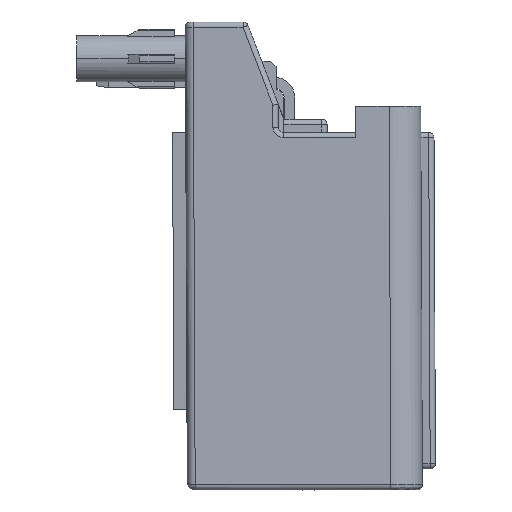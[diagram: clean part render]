
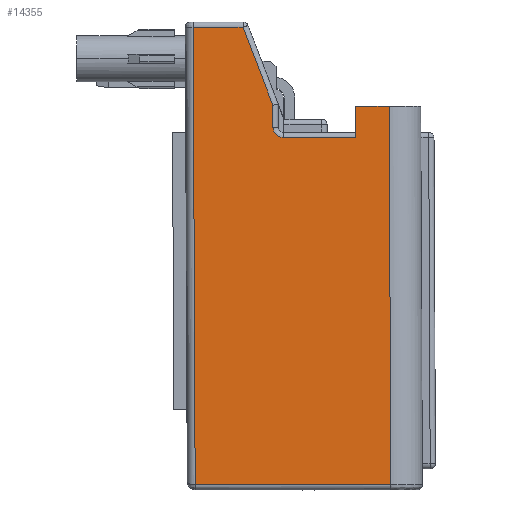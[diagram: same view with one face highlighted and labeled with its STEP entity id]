
A CAD part, left-side view. The second image highlights one B-rep face of the part: STEP entity #14355.
In plain terms, the highlighted planar face has unit normal (-1, 0, 0.004).
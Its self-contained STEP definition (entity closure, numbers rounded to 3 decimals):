
#2608=DIRECTION('',(0.,1.,0.));
#2609=VECTOR('',#2608,7.442);
#2610=CARTESIAN_POINT('',(-24.386,-0.898,
-10.299));
#2611=LINE('',#2610,#2609);
#2612=DIRECTION('',(-0.004,-0.004,-1.));
#2613=VECTOR('',#2612,17.4);
#2614=CARTESIAN_POINT('',(-24.31,6.62,7.101));
#2615=LINE('',#2614,#2613);
#2616=DIRECTION('',(0.004,0.357,0.934));
#2617=VECTOR('',#2616,3.173);
#2618=CARTESIAN_POINT('',(-24.323,3.589,4.137));
#2619=LINE('',#2618,#2617);
#2620=CARTESIAN_POINT('',(-24.328,3.186,2.901));
#2621=CARTESIAN_POINT('',(-24.328,3.212,2.901));
#2622=CARTESIAN_POINT('',(-24.328,3.263,2.907));
#2623=CARTESIAN_POINT('',(-24.328,3.337,2.931));
#2624=CARTESIAN_POINT('',(-24.328,3.405,2.97));
#2625=CARTESIAN_POINT('',(-24.328,3.465,3.02));
#2626=CARTESIAN_POINT('',(-24.327,3.516,3.08));
#2627=CARTESIAN_POINT('',(-24.327,3.555,3.148));
#2628=CARTESIAN_POINT('',(-24.327,3.579,3.221));
#2629=CARTESIAN_POINT('',(-24.326,3.586,3.274));
#2630=CARTESIAN_POINT('',(-24.326,3.586,3.3));
#2632=DIRECTION('',(-0.004,0.004,-1.));
#2633=VECTOR('',#2632,1.199);
#2634=CARTESIAN_POINT('',(-24.323,0.439,4.1));
#2635=LINE('',#2634,#2633);
#2636=DIRECTION('',(0.004,0.004,1.));
#2637=VECTOR('',#2636,14.399);
#2638=CARTESIAN_POINT('',(-24.386,-0.898,
-10.299));
#2639=LINE('',#2638,#2637);
#2995=DIRECTION('',(0.,-1.,0.));
#2996=VECTOR('',#2995,1.274);
#2997=CARTESIAN_POINT('',(-24.323,0.439,4.1));
#2998=LINE('',#2997,#2996);
#3234=DIRECTION('',(0.,-1.,0.));
#3235=VECTOR('',#3234,2.741);
#3236=CARTESIAN_POINT('',(-24.328,3.186,2.901));
#3237=LINE('',#3236,#3235);
#3252=DIRECTION('',(-0.004,-0.003,-1.));
#3253=VECTOR('',#3252,0.837);
#3254=CARTESIAN_POINT('',(-24.323,3.589,4.137));
#3255=LINE('',#3254,#3253);
#3296=DIRECTION('',(0.,-1.,0.));
#3297=VECTOR('',#3296,1.898);
#3298=CARTESIAN_POINT('',(-24.31,6.62,7.101));
#3299=LINE('',#3298,#3297);
#9054=CARTESIAN_POINT('',(-24.31,6.62,7.101));
#9056=VERTEX_POINT('',#9054);
#9060=CARTESIAN_POINT('',(-24.31,4.722,7.101));
#9061=VERTEX_POINT('',#9060);
#9079=CARTESIAN_POINT('',(-24.323,0.439,4.1));
#9080=CARTESIAN_POINT('',(-24.328,0.444,
2.901));
#9081=VERTEX_POINT('',#9079);
#9082=VERTEX_POINT('',#9080);
#9099=CARTESIAN_POINT('',(-24.328,3.186,2.901));
#9100=VERTEX_POINT('',#9099);
#9323=VERTEX_POINT('',#2630);
#9593=CARTESIAN_POINT('',(-24.323,3.589,4.137));
#9594=VERTEX_POINT('',#9593);
#9803=CARTESIAN_POINT('',(-24.323,-0.835,4.1));
#9804=VERTEX_POINT('',#9803);
#10187=CARTESIAN_POINT('',(-24.386,-0.898,
-10.299));
#10188=CARTESIAN_POINT('',(-24.386,6.544,
-10.299));
#10189=VERTEX_POINT('',#10187);
#10190=VERTEX_POINT('',#10188);
#14329=CARTESIAN_POINT('',(-24.384,0.032,-9.9));
#14330=DIRECTION('',(-1.,0.,0.004));
#14331=DIRECTION('',(0.,1.,0.));
#14332=AXIS2_PLACEMENT_3D('',#14329,#14330,#14331);
#14333=PLANE('',#14332);
#14334=ORIENTED_EDGE('',*,*,#14320,.T.);
#14336=ORIENTED_EDGE('',*,*,#14335,.F.);
#14338=ORIENTED_EDGE('',*,*,#14337,.T.);
#14340=ORIENTED_EDGE('',*,*,#14339,.F.);
#14342=ORIENTED_EDGE('',*,*,#14341,.T.);
#14344=ORIENTED_EDGE('',*,*,#14343,.F.);
#14346=ORIENTED_EDGE('',*,*,#14345,.T.);
#14348=ORIENTED_EDGE('',*,*,#14347,.F.);
#14350=ORIENTED_EDGE('',*,*,#14349,.T.);
#14352=ORIENTED_EDGE('',*,*,#14351,.F.);
#14353=EDGE_LOOP('',(#14334,#14336,#14338,#14340,#14342,#14344,#14346,#14348,
#14350,#14352));
#14354=FACE_OUTER_BOUND('',#14353,.F.);
#14355=ADVANCED_FACE('',(#14354),#14333,.T.);
#2631=B_SPLINE_CURVE_WITH_KNOTS('',3,(#2620,#2621,#2622,#2623,#2624,#2625,#2626,
#2627,#2628,#2629,#2630),.UNSPECIFIED.,.F.,.F.,(4,1,1,1,1,1,1,1,4),(0.,
0.125,0.25,0.375,0.5,0.625,0.75,0.875,1.),.UNSPECIFIED.);
#14320=EDGE_CURVE('',#10189,#10190,#2611,.T.);
#14335=EDGE_CURVE('',#9056,#10190,#2615,.T.);
#14337=EDGE_CURVE('',#9056,#9061,#3299,.T.);
#14339=EDGE_CURVE('',#9594,#9061,#2619,.T.);
#14341=EDGE_CURVE('',#9594,#9323,#3255,.T.);
#14343=EDGE_CURVE('',#9100,#9323,#2631,.T.);
#14345=EDGE_CURVE('',#9100,#9082,#3237,.T.);
#14347=EDGE_CURVE('',#9081,#9082,#2635,.T.);
#14349=EDGE_CURVE('',#9081,#9804,#2998,.T.);
#14351=EDGE_CURVE('',#10189,#9804,#2639,.T.);
